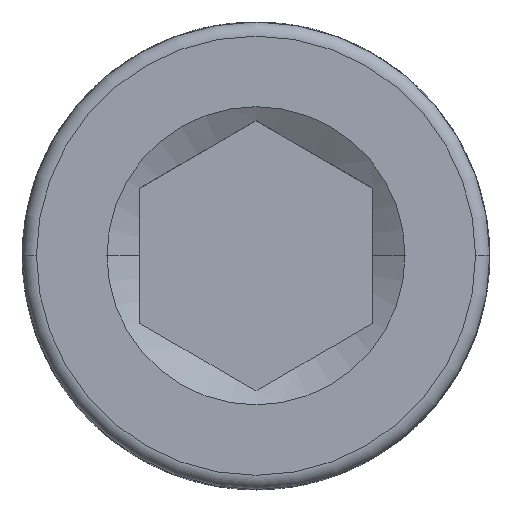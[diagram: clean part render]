
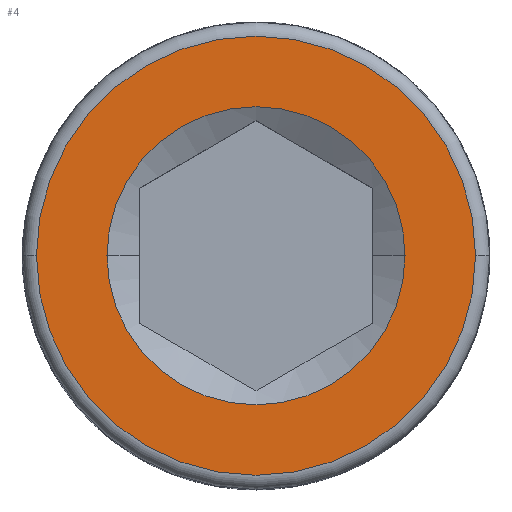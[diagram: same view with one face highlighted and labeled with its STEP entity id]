
A CAD part, top view. The second image highlights one B-rep face of the part: STEP entity #4.
In plain terms, the highlighted planar face has unit normal (0, 0, 1).
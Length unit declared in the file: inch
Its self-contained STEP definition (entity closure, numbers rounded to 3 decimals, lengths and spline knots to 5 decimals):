
#4 = ADVANCED_FACE ( 'NONE', ( #5149, #1158 ), #4782, .T. ) ;
#80 = DIRECTION ( 'NONE',  ( 1., 0., 0. ) ) ;
#318 = CARTESIAN_POINT ( 'NONE',  ( 0., 0.14675, 0.345 ) ) ;
#552 = DIRECTION ( 'NONE',  ( -1., 0., 0. ) ) ;
#898 = ORIENTED_EDGE ( 'NONE', *, *, #11181, .F. ) ;
#1158 = FACE_OUTER_BOUND ( 'NONE', #10878, .T. ) ;
#1196 = VERTEX_POINT ( 'NONE', #3361 ) ;
#1283 = DIRECTION ( 'NONE',  ( 0., 0., 1. ) ) ;
#1539 = CARTESIAN_POINT ( 'NONE',  ( 0., 0., 0.345 ) ) ;
#2219 = CIRCLE ( 'NONE', #5375, 0.14675 ) ;
#2502 = EDGE_LOOP ( 'NONE', ( #898, #10061 ) ) ;
#3260 = DIRECTION ( 'NONE',  ( 0., 0., 1. ) ) ;
#3337 = ORIENTED_EDGE ( 'NONE', *, *, #9056, .F. ) ;
#3361 = CARTESIAN_POINT ( 'NONE',  ( -0.14675, 0., 0.345 ) ) ;
#3506 = ORIENTED_EDGE ( 'NONE', *, *, #7279, .F. ) ;
#3875 = DIRECTION ( 'NONE',  ( 1., 0., 0. ) ) ;
#4001 = CARTESIAN_POINT ( 'NONE',  ( -0.09963, 0., 0.345 ) ) ;
#4544 = CIRCLE ( 'NONE', #7384, 0.14675 ) ;
#4782 = PLANE ( 'NONE',  #5692 ) ;
#5149 = FACE_BOUND ( 'NONE', #2502, .T. ) ;
#5375 = AXIS2_PLACEMENT_3D ( 'NONE', #11101, #5830, #552 ) ;
#5647 = CARTESIAN_POINT ( 'NONE',  ( 0.09963, 0., 0.345 ) ) ;
#5692 = AXIS2_PLACEMENT_3D ( 'NONE', #318, #1283, #3875 ) ;
#5779 = DIRECTION ( 'NONE',  ( 1., 0., 0. ) ) ;
#5830 = DIRECTION ( 'NONE',  ( 0., 0., -1. ) ) ;
#6012 = DIRECTION ( 'NONE',  ( 0., 0., -1. ) ) ;
#6117 = CIRCLE ( 'NONE', #8355, 0.09963 ) ;
#6500 = AXIS2_PLACEMENT_3D ( 'NONE', #1539, #3260, #5779 ) ;
#7157 = CARTESIAN_POINT ( 'NONE',  ( 0., 0., 0.345 ) ) ;
#7279 = EDGE_CURVE ( 'NONE', #1196, #10345, #2219, .T. ) ;
#7384 = AXIS2_PLACEMENT_3D ( 'NONE', #8668, #6012, #7772 ) ;
#7772 = DIRECTION ( 'NONE',  ( -1., 0., 0. ) ) ;
#7908 = DIRECTION ( 'NONE',  ( 0., 0., 1. ) ) ;
#8355 = AXIS2_PLACEMENT_3D ( 'NONE', #7157, #7908, #80 ) ;
#8668 = CARTESIAN_POINT ( 'NONE',  ( 0., 0., 0.345 ) ) ;
#8673 = VERTEX_POINT ( 'NONE', #4001 ) ;
#9056 = EDGE_CURVE ( 'NONE', #10345, #1196, #4544, .T. ) ;
#9110 = CARTESIAN_POINT ( 'NONE',  ( 0.14675, 0., 0.345 ) ) ;
#9306 = EDGE_CURVE ( 'NONE', #8673, #11410, #9476, .T. ) ;
#9476 = CIRCLE ( 'NONE', #6500, 0.09963 ) ;
#10061 = ORIENTED_EDGE ( 'NONE', *, *, #9306, .F. ) ;
#10345 = VERTEX_POINT ( 'NONE', #9110 ) ;
#10878 = EDGE_LOOP ( 'NONE', ( #3506, #3337 ) ) ;
#11101 = CARTESIAN_POINT ( 'NONE',  ( 0., 0., 0.345 ) ) ;
#11181 = EDGE_CURVE ( 'NONE', #11410, #8673, #6117, .T. ) ;
#11410 = VERTEX_POINT ( 'NONE', #5647 ) ;
